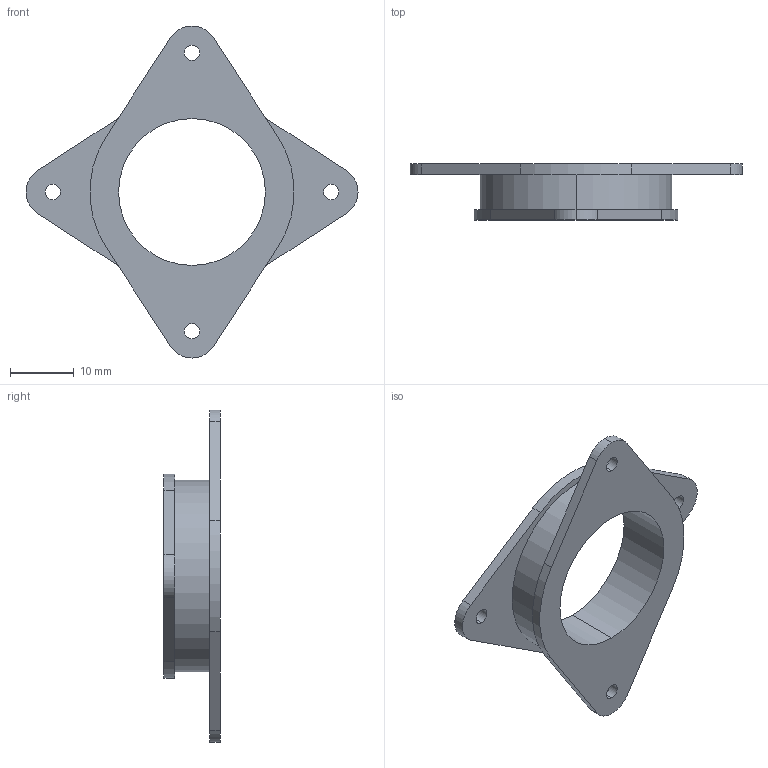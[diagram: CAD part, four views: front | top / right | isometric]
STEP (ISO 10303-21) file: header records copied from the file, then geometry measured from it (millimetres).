
FILE_DESCRIPTION (( 'STEP AP214' ), '1' );
FILE_NAME ('B698 Äåìïôåð Nemo 17 ìåòàëëè÷åñêèé.STEP', '2025-10-28T12:44:46', ( '' ), ( '' ), 'SwSTEP 2.0', 'SolidWorks 2025', '' );
FILE_SCHEMA (( 'AUTOMOTIVE_DESIGN' ));
Length unit declared in the file: millimetre
Products named in the file (1): B698 Демпфер Nemo 17 металлический
Bounding box: 52 x 8.8 x 52 mm (x, y, z)
Volume: 3715.4 mm3; surface area: 3599.9 mm2
Topology: 1 solids, 1 shells, 34 faces, 90 edges, 60 vertices
Faces by surface type: cylinder 22, plane 12
Entity records: 1121 total; most frequent: DIRECTION 204, CARTESIAN_POINT 185, ORIENTED_EDGE 180, EDGE_CURVE 90, AXIS2_PLACEMENT_3D 79, VERTEX_POINT 60, EDGE_LOOP 46, LINE 46
